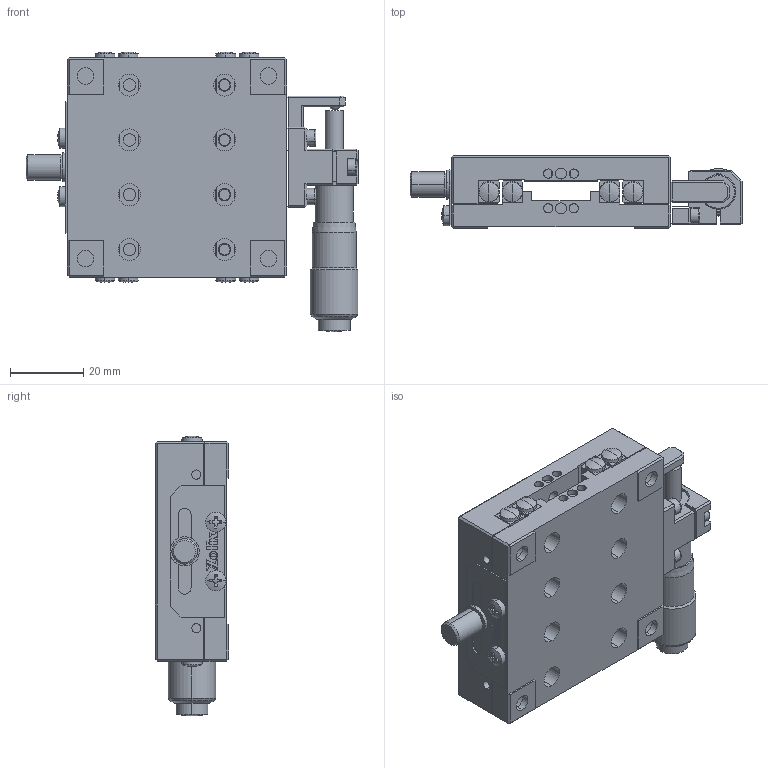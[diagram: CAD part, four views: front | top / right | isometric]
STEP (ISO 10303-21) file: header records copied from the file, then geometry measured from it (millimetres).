
FILE_DESCRIPTION (( 'STEP AP203' ), '1' );
FILE_NAME ('AK13A-6020SL.step', '2019-05-08T06:28:32', ( '' ), ( '' ), 'SwSTEP 2.0', 'SolidWorks 2017', '' );
FILE_SCHEMA (( 'CONFIG_CONTROL_DESIGN' ));
Length unit declared in the file: millimetre
Products named in the file (1): AK13A-6020SL
Bounding box: 90.8 x 20 x 76.5 mm (x, y, z)
Surface area: 31821.7 mm2 (no closed solid volume)
Topology: 0 solids, 30 shells, 667 faces, 2241 edges, 1509 vertices
Faces by surface type: plane 417, cylinder 144, cone 56, torus 26, bspline 16, sphere 8
Entity records: 24244 total; most frequent: CARTESIAN_POINT 4753, DIRECTION 4162, ORIENTED_EDGE 3604, EDGE_CURVE 2194, VERTEX_POINT 1506, LINE 1448, VECTOR 1448, AXIS2_PLACEMENT_3D 1357
